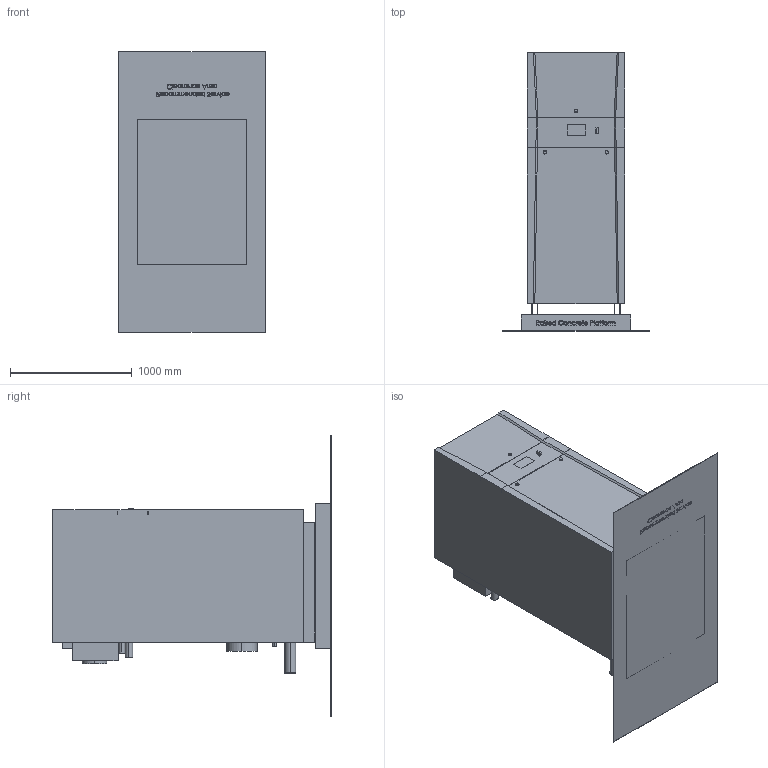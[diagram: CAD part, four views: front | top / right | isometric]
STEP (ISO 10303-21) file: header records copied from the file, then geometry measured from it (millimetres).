
FILE_DESCRIPTION (( 'STEP AP214' ), '1' );
FILE_NAME ('3.0 CAT 2 & 4.STEP', '2020-03-04T16:24:29', ( '' ), ( '' ), 'SwSTEP 2.0', 'SolidWorks 2017', '' );
FILE_SCHEMA (( 'AUTOMOTIVE_DESIGN' ));
Length unit declared in the file: inch
Products named in the file (1): 3.0 CAT 2 & 4
Bounding box: 1209.55 x 2292.6 x 2306.57 mm (x, y, z)
Volume: 1977234871.8 mm3; surface area: 17063080.7 mm2
Topology: 1 solids, 1 shells, 865 faces, 2297 edges, 1530 vertices
Faces by surface type: plane 451, bspline 394, cylinder 14, cone 6
Entity records: 44995 total; most frequent: CARTESIAN_POINT 26095, ORIENTED_EDGE 4594, DIRECTION 2493, EDGE_CURVE 2297, VERTEX_POINT 1530, LINE 1469, VECTOR 1469, EDGE_LOOP 967
